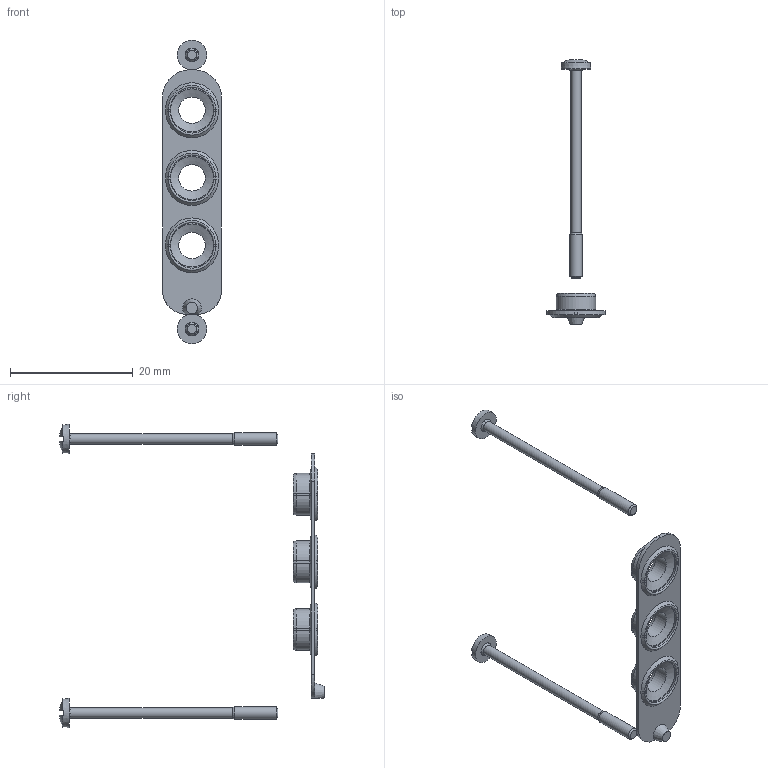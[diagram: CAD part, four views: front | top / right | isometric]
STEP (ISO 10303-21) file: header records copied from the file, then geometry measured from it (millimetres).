
FILE_DESCRIPTION(/* description */ ('STEP AP214'),/* implementation_level */ '2;1');
FILE_NAME(/* name */ '566673_VABD-L1-10X-S-M7',/* time_stamp */ '2024-09-15T17:24:40+02:00',/* author */ ('License CC BY-ND 4.0'),/* organization */ ('CADENAS'),/* preprocessor_version */ 'ST-DEVELOPER v19.3',/* originating_system */ 'PARTsolutions',/* authorisation */ ' ');
FILE_SCHEMA (('AUTOMOTIVE_DESIGN {1 0 10303 214 3 1 1}'));
Length unit declared in the file: millimetre
Products named in the file (3): 566673 VABD-L1-10X-S-M7; 730951 VABD-L1-10X-S-M7---(DR); 8086666 M2X34-10.9-Z
Assembly tree (3 placements, depth 2):
  566673 VABD-L1-10X-S-M7
    730951 VABD-L1-10X-S-M7---(DR)
    8086666 M2X34-10.9-Z  x2
Bounding box: 9.6 x 43.17 x 49.4 mm (x, y, z)
Volume: 582.3 mm3; surface area: 1530.9 mm2
Topology: 3 solids, 3 shells, 167 faces, 372 edges, 219 vertices
Faces by surface type: plane 83, cylinder 35, cone 33, torus 12, sphere 4
Full cylindrical faces by diameter (mm): 1.69 x2, 2 x2, 4.3 x3
Entity records: 3901 total; most frequent: DIRECTION 715, CARTESIAN_POINT 657, ORIENTED_EDGE 600, EDGE_CURVE 300, AXIS2_PLACEMENT_3D 276, VERTEX_POINT 185, EDGE_LOOP 171, FACE_BOUND 171
